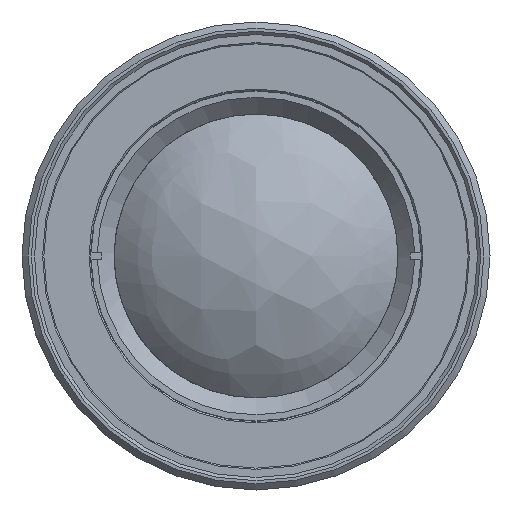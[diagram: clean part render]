
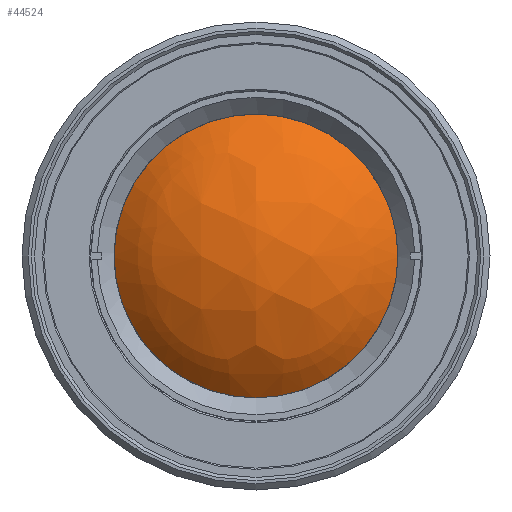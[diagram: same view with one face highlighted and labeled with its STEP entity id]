
A CAD part, left-side view. The second image highlights one B-rep face of the part: STEP entity #44524.
In plain terms, the highlighted free-form (B-spline) face has degree [3, 3] with [4, 4] control points.
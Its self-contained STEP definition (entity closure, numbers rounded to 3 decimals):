
#138 = VERTEX_POINT ( 'NONE', #9670 ) ;
#630 =( BOUNDED_SURFACE ( )  B_SPLINE_SURFACE ( 3, 3, ( 
 ( #54305, #15923, #50110, #20406 ),
 ( #33029, #54584, #29085, #3533 ),
 ( #16206, #12245, #54858, #46468 ),
 ( #8014, #25161, #42269, #24252 ) ),
 .UNSPECIFIED., .F., .F., .T. ) 
 B_SPLINE_SURFACE_WITH_KNOTS ( ( 4, 4 ),
 ( 4, 4 ),
 ( 0., 1. ),
 ( 0., 1. ),
 .UNSPECIFIED. ) 
 GEOMETRIC_REPRESENTATION_ITEM ( )  RATIONAL_B_SPLINE_SURFACE ( (
 ( 1., 0.811, 0.811, 1.),
 ( 0.809, 0.655, 0.655, 0.809),
 ( 0.809, 0.655, 0.655, 0.809),
 ( 1., 0.811, 0.811, 1.) ) ) 
 REPRESENTATION_ITEM ( '' )  SURFACE ( )  );
#3533 = CARTESIAN_POINT ( 'NONE',  ( 6.675, -9.779, -26.164 ) ) ;
#8014 = CARTESIAN_POINT ( 'NONE',  ( 16.428, 23.49, 16.779 ) ) ;
#9670 = CARTESIAN_POINT ( 'NONE',  ( 9.293, 0., -23.188 ) ) ;
#12245 = CARTESIAN_POINT ( 'NONE',  ( -8.365, 9.625, 10.851 ) ) ;
#15923 = CARTESIAN_POINT ( 'NONE',  ( 6.899, -23.588, 6.902 ) ) ;
#16206 = CARTESIAN_POINT ( 'NONE',  ( 6.726, 9.625, 26.273 ) ) ;
#20141 = FACE_OUTER_BOUND ( 'NONE', #33612, .T. ) ;
#20406 = CARTESIAN_POINT ( 'NONE',  ( 16.447, -23.588, -16.66 ) ) ;
#20660 = CIRCLE ( 'NONE', #51967, 23.188 ) ;
#24252 = CARTESIAN_POINT ( 'NONE',  ( 16.378, 23.49, -16.727 ) ) ;
#25161 = CARTESIAN_POINT ( 'NONE',  ( 6.791, 23.49, 6.93 ) ) ;
#26442 = DIRECTION ( 'NONE',  ( 1., 0., 0. ) ) ;
#29085 = CARTESIAN_POINT ( 'NONE',  ( -8.353, -9.779, -10.714 ) ) ;
#29617 = CARTESIAN_POINT ( 'NONE',  ( 9.293, 0., 0. ) ) ;
#33029 = CARTESIAN_POINT ( 'NONE',  ( 6.754, -9.779, 26.245 ) ) ;
#33612 = EDGE_LOOP ( 'NONE', ( #44485 ) ) ;
#42269 = CARTESIAN_POINT ( 'NONE',  ( 6.771, 23.49, -6.849 ) ) ;
#44485 = ORIENTED_EDGE ( 'NONE', *, *, #48537, .F. ) ;
#44524 = ADVANCED_FACE ( 'NONE', ( #20141 ), #630, .T. ) ;
#46468 = CARTESIAN_POINT ( 'NONE',  ( 6.647, 9.625, -26.192 ) ) ;
#48537 = EDGE_CURVE ( 'NONE', #138, #138, #20660, .T. ) ;
#50110 = CARTESIAN_POINT ( 'NONE',  ( 6.878, -23.588, -6.822 ) ) ;
#50358 = DIRECTION ( 'NONE',  ( 0., 0., -1. ) ) ;
#51967 = AXIS2_PLACEMENT_3D ( 'NONE', #29617, #26442, #50358 ) ;
#54305 = CARTESIAN_POINT ( 'NONE',  ( 16.497, -23.588, 16.711 ) ) ;
#54584 = CARTESIAN_POINT ( 'NONE',  ( -8.32, -9.779, 10.84 ) ) ;
#54858 = CARTESIAN_POINT ( 'NONE',  ( -8.397, 9.625, -10.725 ) ) ;
